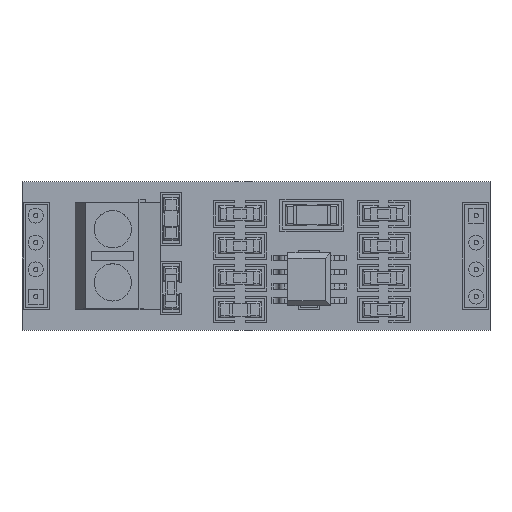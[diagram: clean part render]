
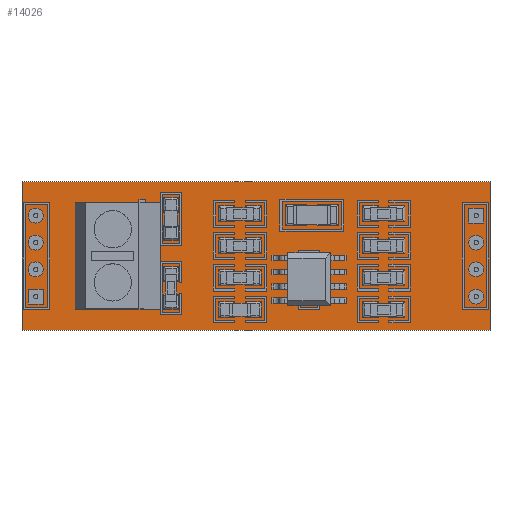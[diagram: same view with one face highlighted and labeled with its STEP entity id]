
A CAD part, top view. The second image highlights one B-rep face of the part: STEP entity #14026.
In plain terms, the highlighted planar face has unit normal (0, 0, 1).
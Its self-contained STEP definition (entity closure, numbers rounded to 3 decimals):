
#92=FACE_BOUND('',#1593,.T.);
#93=FACE_BOUND('',#1594,.T.);
#94=FACE_BOUND('',#1595,.T.);
#95=FACE_BOUND('',#1596,.T.);
#96=FACE_BOUND('',#1597,.T.);
#97=FACE_BOUND('',#1598,.T.);
#98=FACE_BOUND('',#1599,.T.);
#99=FACE_BOUND('',#1600,.T.);
#100=FACE_BOUND('',#1601,.T.);
#131=CIRCLE('',#15035,0.7);
#133=CIRCLE('',#15040,0.7);
#135=CIRCLE('',#15045,0.7);
#137=CIRCLE('',#15050,0.7);
#139=CIRCLE('',#15055,0.7);
#141=CIRCLE('',#15060,0.7);
#629=FACE_OUTER_BOUND('',#1592,.T.);
#1592=EDGE_LOOP('',(#8450,#8451,#8452,#8453));
#1593=EDGE_LOOP('',(#8454,#8455,#8456,#8457));
#1594=EDGE_LOOP('',(#8458));
#1595=EDGE_LOOP('',(#8459));
#1596=EDGE_LOOP('',(#8460));
#1597=EDGE_LOOP('',(#8461));
#1598=EDGE_LOOP('',(#8462));
#1599=EDGE_LOOP('',(#8463));
#1600=EDGE_LOOP('',(#8464,#8465,#8466,#8467));
#1601=EDGE_LOOP('',(#8468,#8469,#8470,#8471,#8472,#8473,#8474,#8475,#8476,#8477,#8478,#8479));
#2570=LINE('',#16620,#4289);
#2574=LINE('',#16625,#4300);
#2577=LINE('',#16629,#4287);
#2580=LINE('',#16632,#4290);
#2616=LINE('',#16720,#4312);
#2620=LINE('',#16725,#4291);
#2623=LINE('',#16729,#4313);
#2626=LINE('',#16732,#4314);
#2712=LINE('',#16864,#4289);
#2714=LINE('',#16869,#4287);
#2716=LINE('',#16871,#4291);
#2717=LINE('',#16873,#4291);
#2718=LINE('',#16874,#4289);
#2719=LINE('',#16875,#4290);
#2720=LINE('',#16876,#4287);
#2721=LINE('',#16878,#4291);
#2722=LINE('',#16880,#4327);
#2723=LINE('',#16882,#4328);
#2724=LINE('',#16881,#4289);
#2725=LINE('',#16883,#4329);
#2726=LINE('',#16885,#4289);
#2727=LINE('',#16888,#4330);
#4287=VECTOR('',#16056,10.);
#4289=VECTOR('',#16058,10.);
#4290=VECTOR('',#16061,10.);
#4291=VECTOR('',#16062,10.);
#4300=VECTOR('',#16084,10.);
#4312=VECTOR('',#16096,10.);
#4313=VECTOR('',#16097,10.);
#4314=VECTOR('',#16102,10.);
#4327=VECTOR('',#16133,10.);
#4328=VECTOR('',#16134,10.);
#4329=VECTOR('',#16135,10.);
#4330=VECTOR('',#16136,10.);
#4533=VERTEX_POINT('',#16618);
#4534=VERTEX_POINT('',#16619);
#4537=VERTEX_POINT('',#16624);
#4539=VERTEX_POINT('',#16628);
#4546=VERTEX_POINT('',#16645);
#4552=VERTEX_POINT('',#16657);
#4558=VERTEX_POINT('',#16669);
#4564=VERTEX_POINT('',#16682);
#4570=VERTEX_POINT('',#16695);
#4576=VERTEX_POINT('',#16707);
#4581=VERTEX_POINT('',#16718);
#4582=VERTEX_POINT('',#16719);
#4585=VERTEX_POINT('',#16724);
#4587=VERTEX_POINT('',#16728);
#4637=VERTEX_POINT('',#16862);
#4638=VERTEX_POINT('',#16863);
#4639=VERTEX_POINT('',#16866);
#4640=VERTEX_POINT('',#16868);
#4641=VERTEX_POINT('',#16873);
#4642=VERTEX_POINT('',#16874);
#4643=VERTEX_POINT('',#16875);
#4644=VERTEX_POINT('',#16876);
#4645=VERTEX_POINT('',#16877);
#4646=VERTEX_POINT('',#16879);
#4647=VERTEX_POINT('',#16881);
#4648=VERTEX_POINT('',#16883);
#4649=VERTEX_POINT('',#16884);
#4650=VERTEX_POINT('',#16885);
#4651=VERTEX_POINT('',#16886);
#4652=VERTEX_POINT('',#16887);
#5925=EDGE_CURVE('',#4533,#4534,#2570,.T.);
#5929=EDGE_CURVE('',#4534,#4537,#2574,.T.);
#5932=EDGE_CURVE('',#4537,#4539,#2577,.T.);
#5935=EDGE_CURVE('',#4539,#4533,#2580,.T.);
#5943=EDGE_CURVE('',#4546,#4546,#131,.T.);
#5950=EDGE_CURVE('',#4552,#4552,#133,.T.);
#5957=EDGE_CURVE('',#4558,#4558,#135,.T.);
#5964=EDGE_CURVE('',#4564,#4564,#137,.T.);
#5971=EDGE_CURVE('',#4570,#4570,#139,.T.);
#5978=EDGE_CURVE('',#4576,#4576,#141,.T.);
#5983=EDGE_CURVE('',#4581,#4582,#2616,.T.);
#5987=EDGE_CURVE('',#4582,#4585,#2620,.T.);
#5990=EDGE_CURVE('',#4585,#4587,#2623,.T.);
#5993=EDGE_CURVE('',#4587,#4581,#2626,.T.);
#6083=EDGE_CURVE('',#4637,#4638,#2712,.T.);
#6085=EDGE_CURVE('',#4640,#4639,#2714,.T.);
#6087=EDGE_CURVE('',#4638,#4640,#2716,.T.);
#6088=EDGE_CURVE('',#4641,#4642,#2717,.T.);
#6089=EDGE_CURVE('',#4642,#4643,#2718,.T.);
#6090=EDGE_CURVE('',#4643,#4644,#2719,.T.);
#6091=EDGE_CURVE('',#4644,#4641,#2720,.T.);
#6092=EDGE_CURVE('',#4639,#4645,#2721,.T.);
#6093=EDGE_CURVE('',#4645,#4646,#2722,.T.);
#6094=EDGE_CURVE('',#4646,#4647,#2723,.T.);
#6095=EDGE_CURVE('',#4647,#4648,#2724,.T.);
#6096=EDGE_CURVE('',#4648,#4649,#2725,.T.);
#6097=EDGE_CURVE('',#4650,#4649,#2726,.T.);
#6098=EDGE_CURVE('',#4650,#4651,#2723,.T.);
#6099=EDGE_CURVE('',#4651,#4652,#2727,.T.);
#6100=EDGE_CURVE('',#4652,#4637,#2721,.T.);
#8450=ORIENTED_EDGE('',*,*,#6088,.T.);
#8451=ORIENTED_EDGE('',*,*,#6089,.T.);
#8452=ORIENTED_EDGE('',*,*,#6090,.T.);
#8453=ORIENTED_EDGE('',*,*,#6091,.T.);
#8454=ORIENTED_EDGE('',*,*,#5925,.T.);
#8455=ORIENTED_EDGE('',*,*,#5929,.T.);
#8456=ORIENTED_EDGE('',*,*,#5932,.T.);
#8457=ORIENTED_EDGE('',*,*,#5935,.T.);
#8458=ORIENTED_EDGE('',*,*,#5943,.T.);
#8459=ORIENTED_EDGE('',*,*,#5950,.T.);
#8460=ORIENTED_EDGE('',*,*,#5957,.T.);
#8461=ORIENTED_EDGE('',*,*,#5964,.T.);
#8462=ORIENTED_EDGE('',*,*,#5971,.T.);
#8463=ORIENTED_EDGE('',*,*,#5978,.T.);
#8464=ORIENTED_EDGE('',*,*,#5983,.T.);
#8465=ORIENTED_EDGE('',*,*,#5987,.T.);
#8466=ORIENTED_EDGE('',*,*,#5990,.T.);
#8467=ORIENTED_EDGE('',*,*,#5993,.T.);
#8468=ORIENTED_EDGE('',*,*,#6083,.T.);
#8469=ORIENTED_EDGE('',*,*,#6087,.T.);
#8470=ORIENTED_EDGE('',*,*,#6085,.T.);
#8471=ORIENTED_EDGE('',*,*,#6092,.T.);
#8472=ORIENTED_EDGE('',*,*,#6093,.T.);
#8473=ORIENTED_EDGE('',*,*,#6094,.T.);
#8474=ORIENTED_EDGE('',*,*,#6095,.T.);
#8475=ORIENTED_EDGE('',*,*,#6096,.T.);
#8476=ORIENTED_EDGE('',*,*,#6097,.F.);
#8477=ORIENTED_EDGE('',*,*,#6098,.T.);
#8478=ORIENTED_EDGE('',*,*,#6099,.T.);
#8479=ORIENTED_EDGE('',*,*,#6100,.T.);
#12411=PLANE('',#15115);
#14026=ADVANCED_FACE('',(#629,#92,#93,#94,#95,#96,#97,#98,#99,#100),#12411,.T.);
#15035=AXIS2_PLACEMENT_3D('',#16634,#16087,#16066);
#15040=AXIS2_PLACEMENT_3D('',#16646,#16087,#16066);
#15045=AXIS2_PLACEMENT_3D('',#16658,#16087,#16066);
#15050=AXIS2_PLACEMENT_3D('',#16679,#16087,#16066);
#15055=AXIS2_PLACEMENT_3D('',#16684,#16087,#16066);
#15060=AXIS2_PLACEMENT_3D('',#16696,#16087,#16066);
#15115=AXIS2_PLACEMENT_3D('',#16872,#16067,#16060);
#16056=DIRECTION('',(0.,-1.,0.));
#16058=DIRECTION('',(0.,1.,0.));
#16060=DIRECTION('ref_axis',(1.,0.,0.));
#16061=DIRECTION('',(-1.,0.,0.));
#16062=DIRECTION('',(1.,0.,0.));
#16066=DIRECTION('ref_axis',(-1.,0.,0.));
#16067=DIRECTION('center_axis',(0.,0.,1.));
#16084=DIRECTION('',(1.,0.,0.));
#16087=DIRECTION('center_axis',(0.,0.,-1.));
#16096=DIRECTION('',(0.,1.,0.));
#16097=DIRECTION('',(0.,-1.,0.));
#16102=DIRECTION('',(-1.,0.,0.));
#16133=DIRECTION('',(0.,-1.,0.));
#16134=DIRECTION('',(-1.,0.,0.));
#16135=DIRECTION('',(-1.,0.,0.));
#16136=DIRECTION('',(0.,1.,0.));
#16618=CARTESIAN_POINT('',(42.,10.1,1.));
#16619=CARTESIAN_POINT('',(42.,11.5,1.));
#16620=CARTESIAN_POINT('',(42.,9.25,1.));
#16624=CARTESIAN_POINT('',(43.4,11.5,1.));
#16625=CARTESIAN_POINT('',(32.7,11.5,1.));
#16628=CARTESIAN_POINT('',(43.4,10.1,1.));
#16629=CARTESIAN_POINT('',(43.4,8.55,1.));
#16632=CARTESIAN_POINT('',(32.,10.1,1.));
#16634=CARTESIAN_POINT('Origin',(1.288,8.26,1.));
#16645=CARTESIAN_POINT('',(1.988,8.26,1.));
#16646=CARTESIAN_POINT('Origin',(42.7,3.18,1.));
#16657=CARTESIAN_POINT('',(43.4,3.18,1.));
#16658=CARTESIAN_POINT('Origin',(42.7,8.26,1.));
#16669=CARTESIAN_POINT('',(43.4,8.26,1.));
#16679=CARTESIAN_POINT('Origin',(42.7,5.737,1.));
#16682=CARTESIAN_POINT('',(43.4,5.737,1.));
#16684=CARTESIAN_POINT('Origin',(1.288,5.737,1.));
#16695=CARTESIAN_POINT('',(1.988,5.737,1.));
#16696=CARTESIAN_POINT('Origin',(1.288,10.8,1.));
#16707=CARTESIAN_POINT('',(1.988,10.8,1.));
#16718=CARTESIAN_POINT('',(0.6,2.48,1.));
#16719=CARTESIAN_POINT('',(0.6,3.88,1.));
#16720=CARTESIAN_POINT('',(0.6,5.44,1.));
#16724=CARTESIAN_POINT('',(2.,3.88,1.));
#16725=CARTESIAN_POINT('',(12.,3.88,1.));
#16728=CARTESIAN_POINT('',(2.,2.48,1.));
#16729=CARTESIAN_POINT('',(2.,4.74,1.));
#16732=CARTESIAN_POINT('',(11.3,2.48,1.));
#16862=CARTESIAN_POINT('',(11.,12.,1.));
#16863=CARTESIAN_POINT('',(11.,12.3,1.));
#16864=CARTESIAN_POINT('',(11.,9.5,1.));
#16866=CARTESIAN_POINT('',(11.6,12.,1.));
#16868=CARTESIAN_POINT('',(11.6,12.3,1.));
#16869=CARTESIAN_POINT('',(11.6,9.5,1.));
#16871=CARTESIAN_POINT('',(16.65,12.3,1.));
#16872=CARTESIAN_POINT('Origin',(22.,7.,1.));
#16873=CARTESIAN_POINT('',(0.,0.,1.));
#16874=CARTESIAN_POINT('',(44.,0.,1.));
#16875=CARTESIAN_POINT('',(44.,14.,1.));
#16876=CARTESIAN_POINT('',(0.,14.,1.));
#16877=CARTESIAN_POINT('',(13.,12.,1.));
#16878=CARTESIAN_POINT('',(17.5,12.,1.));
#16879=CARTESIAN_POINT('',(13.,2.,1.));
#16880=CARTESIAN_POINT('',(13.,4.5,1.));
#16881=CARTESIAN_POINT('',(11.6,2.,1.));
#16882=CARTESIAN_POINT('',(13.5,2.,1.));
#16883=CARTESIAN_POINT('',(11.6,2.5,1.));
#16884=CARTESIAN_POINT('',(11.,2.5,1.));
#16885=CARTESIAN_POINT('',(11.,2.,1.));
#16886=CARTESIAN_POINT('',(5.,2.,1.));
#16887=CARTESIAN_POINT('',(5.,12.,1.));
#16888=CARTESIAN_POINT('',(5.,9.5,1.));
